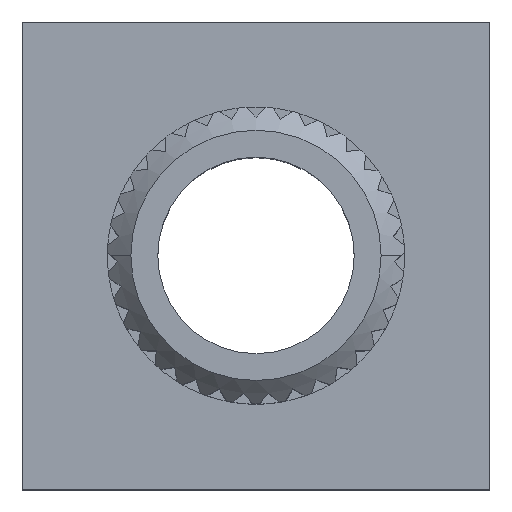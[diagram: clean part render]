
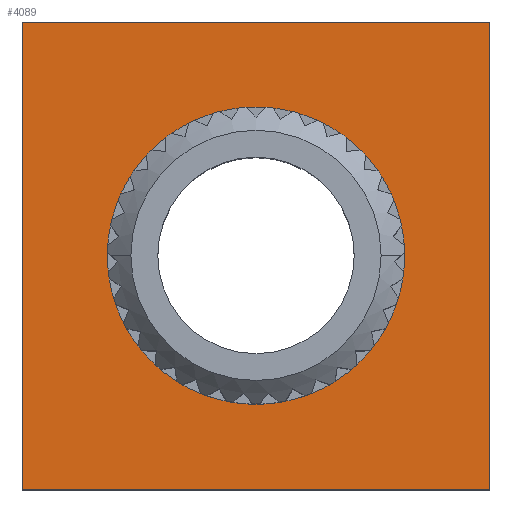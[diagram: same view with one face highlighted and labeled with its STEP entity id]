
A CAD part, top view. The second image highlights one B-rep face of the part: STEP entity #4089.
In plain terms, the highlighted planar face has unit normal (0, 0, 1).
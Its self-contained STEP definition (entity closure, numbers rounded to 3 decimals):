
#334 = LINE ( 'NONE', #348, #1202 ) ;
#344 = LINE ( 'NONE', #346, #1205 ) ;
#346 = CARTESIAN_POINT ( 'NONE',  ( -5., 5., 2. ) ) ;
#347 = DIRECTION ( 'NONE',  ( 0., -1., 0. ) ) ;
#348 = CARTESIAN_POINT ( 'NONE',  ( -5., -5., 2. ) ) ;
#349 = DIRECTION ( 'NONE',  ( 1., 0., 0. ) ) ;
#350 = LINE ( 'NONE', #351, #1207 ) ;
#351 = CARTESIAN_POINT ( 'NONE',  ( 5., 5., 2. ) ) ;
#352 = DIRECTION ( 'NONE',  ( 0., 1., 0. ) ) ;
#353 = LINE ( 'NONE', #354, #1208 ) ;
#354 = CARTESIAN_POINT ( 'NONE',  ( -5., 5., 2. ) ) ;
#355 = DIRECTION ( 'NONE',  ( -1., 0., 0. ) ) ;
#358 = CARTESIAN_POINT ( 'NONE',  ( 0., 0., 2. ) ) ;
#359 = DIRECTION ( 'NONE',  ( 0., 0., 1. ) ) ;
#360 = DIRECTION ( 'NONE',  ( 1., 0., 0. ) ) ;
#776 = CARTESIAN_POINT ( 'NONE',  ( 0., 0., 2. ) ) ;
#777 = DIRECTION ( 'NONE',  ( 0., 0., 1. ) ) ;
#778 = DIRECTION ( 'NONE',  ( 1., 0., 0. ) ) ;
#1202 = VECTOR ( 'NONE', #349, 1000. ) ;
#1205 = VECTOR ( 'NONE', #347, 1000. ) ;
#1207 = VECTOR ( 'NONE', #352, 1000. ) ;
#1208 = VECTOR ( 'NONE', #355, 1000. ) ;
#1209 = CIRCLE ( 'NONE', #1211, 3.175 ) ;
#1211 = AXIS2_PLACEMENT_3D ( 'NONE', #358, #359, #360 ) ;
#1337 = CIRCLE ( 'NONE', #1340, 3.175 ) ;
#1340 = AXIS2_PLACEMENT_3D ( 'NONE', #776, #777, #778 ) ;
#1359 = CARTESIAN_POINT ( 'NONE',  ( 3.175, 0., 2. ) ) ;
#1362 = CARTESIAN_POINT ( 'NONE',  ( -3.175, 0., 2. ) ) ;
#1395 = CARTESIAN_POINT ( 'NONE',  ( -5., -5., 2. ) ) ;
#1397 = CARTESIAN_POINT ( 'NONE',  ( -5., 5., 2. ) ) ;
#1411 = CARTESIAN_POINT ( 'NONE',  ( 5., 5., 2. ) ) ;
#1422 = CARTESIAN_POINT ( 'NONE',  ( 5., -5., 2. ) ) ;
#1978 = VERTEX_POINT ( 'NONE', #1422 ) ;
#1991 = VERTEX_POINT ( 'NONE', #1411 ) ;
#2006 = VERTEX_POINT ( 'NONE', #1397 ) ;
#2008 = VERTEX_POINT ( 'NONE', #1395 ) ;
#2043 = VERTEX_POINT ( 'NONE', #1362 ) ;
#2046 = VERTEX_POINT ( 'NONE', #1359 ) ;
#2467 = AXIS2_PLACEMENT_3D ( 'NONE', #3795, #3806, #3807 ) ;
#2696 = ORIENTED_EDGE ( 'NONE', *, *, #4048, .F. ) ;
#2697 = ORIENTED_EDGE ( 'NONE', *, *, #3925, .F. ) ;
#2698 = ORIENTED_EDGE ( 'NONE', *, *, #3924, .T. ) ;
#2699 = ORIENTED_EDGE ( 'NONE', *, *, #3923, .T. ) ;
#2700 = ORIENTED_EDGE ( 'NONE', *, *, #3922, .T. ) ;
#2701 = ORIENTED_EDGE ( 'NONE', *, *, #3921, .T. ) ;
#2794 = EDGE_LOOP ( 'NONE', ( #2701, #2700, #2699, #2698 ) ) ;
#2855 = EDGE_LOOP ( 'NONE', ( #2697, #2696 ) ) ;
#3795 = CARTESIAN_POINT ( 'NONE',  ( -5., -5., 2. ) ) ;
#3802 = FACE_OUTER_BOUND ( 'NONE', #2794, .T. ) ;
#3803 = FACE_BOUND ( 'NONE', #2855, .T. ) ;
#3804 = PLANE ( 'NONE',  #2467 ) ;
#3806 = DIRECTION ( 'NONE',  ( 0., 0., 1. ) ) ;
#3807 = DIRECTION ( 'NONE',  ( 1., 0., 0. ) ) ;
#3921 = EDGE_CURVE ( 'NONE', #2006, #2008, #344, .T. ) ;
#3922 = EDGE_CURVE ( 'NONE', #2008, #1978, #334, .T. ) ;
#3923 = EDGE_CURVE ( 'NONE', #1978, #1991, #350, .T. ) ;
#3924 = EDGE_CURVE ( 'NONE', #1991, #2006, #353, .T. ) ;
#3925 = EDGE_CURVE ( 'NONE', #2043, #2046, #1209, .T. ) ;
#4048 = EDGE_CURVE ( 'NONE', #2046, #2043, #1337, .T. ) ;
#4089 = ADVANCED_FACE ( 'NONE', ( #3802, #3803 ), #3804, .T. ) ;
